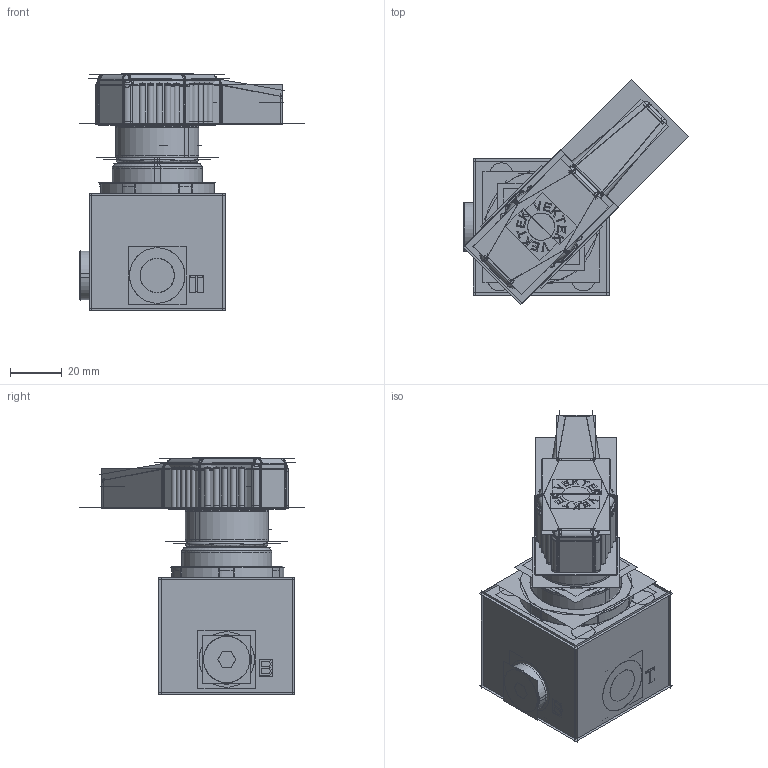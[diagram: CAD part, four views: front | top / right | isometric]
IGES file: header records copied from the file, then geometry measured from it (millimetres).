
Start section:  PTC IGES file: ilcmv47114225.igs
Global section: file name: ilcmv47114225.igs; native system: Creo Parametric by Parametric Technology Corporation; preprocessor: 2013320; author: npeters; organization: Unknown; date: 20210210.135145; units: inch
Bounding box: 87.6 x 87.6 x 91.88 mm (x, y, z)
Surface area: 163776 mm2 (no closed solid volume)
Topology: 0 solids, 0 shells, 3470 faces, 45094 edges, 54878 vertices
Faces by surface type: bspline 2802, revolution 668
